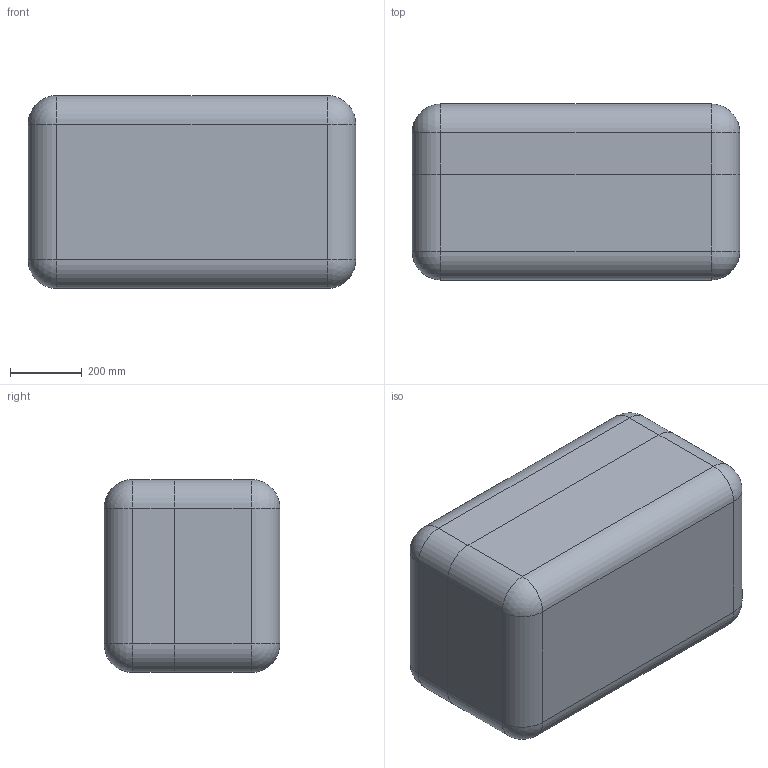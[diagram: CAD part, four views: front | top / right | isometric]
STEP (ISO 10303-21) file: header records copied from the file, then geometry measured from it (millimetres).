
FILE_DESCRIPTION (( 'STEP AP214' ), '1' );
FILE_NAME ('Êîíòåéíåð ÀÄÌÈÐÀË®ÏÐÎÔÅÑÑÈÎÍÀËÜÍÛÅ 154_óïðîùåííàÿ 3D-ìîäåëü.STEP', '2025-08-29T12:47:53', ( '' ), ( '' ), 'SwSTEP 2.0', 'SolidWorks 2021', '' );
FILE_SCHEMA (( 'AUTOMOTIVE_DESIGN' ));
Length unit declared in the file: millimetre
Products named in the file (3): Lid_154_REV3 (óïð.); Êîíòåéíåð ÀÄÌÈÐÀË®ÏÐÎÔÅÑÑÈÎÍÀËÜÍÛÅ 154_óïðîùåííàÿ 3D-ìîäåëü; Base_154_REV3 (óïð.)
Assembly tree (2 placements, depth 2):
  Êîíòåéíåð ÀÄÌÈÐÀË®ÏÐÎÔÅÑÑÈÎÍÀËÜÍÛÅ 154_óïðîùåííàÿ 3D-ìîäåëü
    Base_154_REV3 (óïð.)
    Lid_154_REV3 (óïð.)
Bounding box: 911.85 x 489.7 x 537.2 mm (x, y, z)
Volume: 105823575.4 mm3; surface area: 4862831 mm2
Topology: 2 solids, 2 shells, 1472 faces, 3644 edges, 2108 vertices
Faces by surface type: bspline 588, cylinder 380, plane 304, torus 168, sphere 24, cone 8
Entity records: 103009 total; most frequent: CARTESIAN_POINT 72371, ORIENTED_EDGE 7120, DIRECTION 5527, EDGE_CURVE 3560, AXIS2_PLACEMENT_3D 2111, VERTEX_POINT 2108, EDGE_LOOP 1496, FACE_OUTER_BOUND 1472
